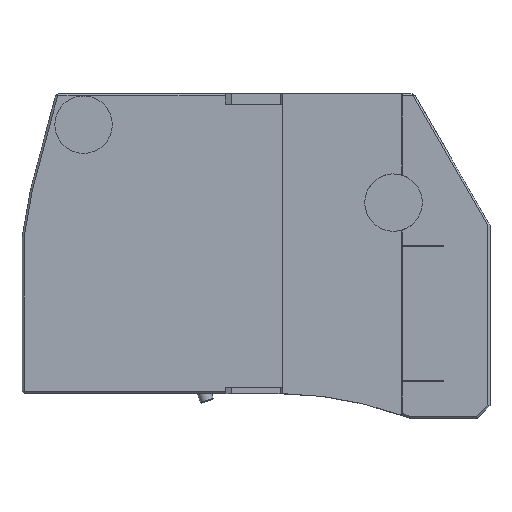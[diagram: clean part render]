
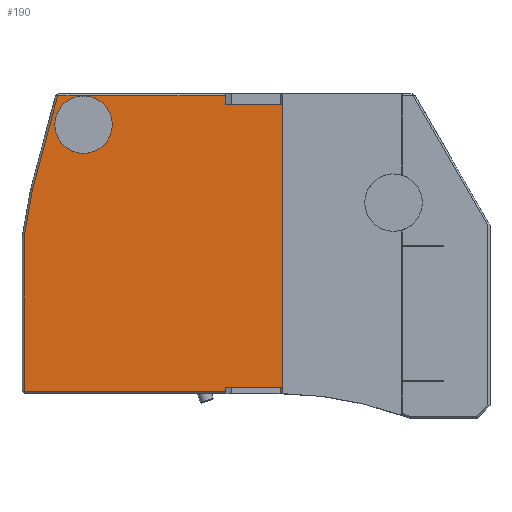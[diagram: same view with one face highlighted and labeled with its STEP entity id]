
A CAD part, left-side view. The second image highlights one B-rep face of the part: STEP entity #190.
In plain terms, the highlighted planar face has unit normal (-1, 0, 0).
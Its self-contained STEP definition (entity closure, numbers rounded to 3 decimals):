
#96=CIRCLE('',#1824,7.);
#190=ADVANCED_FACE('',(#363),#279,.T.);
#279=PLANE('',#1849);
#363=FACE_OUTER_BOUND('',#458,.T.);
#458=EDGE_LOOP('',(#850,#851,#852,#853,#854,#855,#856,#857,#858,#859,#860,
#861));
#850=ORIENTED_EDGE('',*,*,#1267,.T.);
#851=ORIENTED_EDGE('',*,*,#1277,.T.);
#852=ORIENTED_EDGE('',*,*,#1269,.T.);
#853=ORIENTED_EDGE('',*,*,#1300,.F.);
#854=ORIENTED_EDGE('',*,*,#1301,.T.);
#855=ORIENTED_EDGE('',*,*,#1302,.T.);
#856=ORIENTED_EDGE('',*,*,#1264,.T.);
#857=ORIENTED_EDGE('',*,*,#1258,.T.);
#858=ORIENTED_EDGE('',*,*,#1256,.T.);
#859=ORIENTED_EDGE('',*,*,#1257,.T.);
#860=ORIENTED_EDGE('',*,*,#1255,.T.);
#861=ORIENTED_EDGE('',*,*,#1254,.T.);
#1018=VERTEX_POINT('',#2559);
#1028=VERTEX_POINT('',#2585);
#1055=VERTEX_POINT('',#2674);
#1057=VERTEX_POINT('',#2678);
#1058=VERTEX_POINT('',#2684);
#1059=VERTEX_POINT('',#2688);
#1062=VERTEX_POINT('',#2695);
#1064=VERTEX_POINT('',#2707);
#1066=VERTEX_POINT('',#2710);
#1079=VERTEX_POINT('',#2766);
#1080=VERTEX_POINT('',#2768);
#1254=EDGE_CURVE('',#1055,#1057,#1462,.T.);
#1255=EDGE_CURVE('',#1018,#1055,#1463,.T.);
#1256=EDGE_CURVE('',#1058,#1058,#96,.T.);
#1257=EDGE_CURVE('',#1058,#1018,#1464,.T.);
#1258=EDGE_CURVE('',#1059,#1058,#1465,.T.);
#1264=EDGE_CURVE('',#1062,#1059,#1471,.T.);
#1267=EDGE_CURVE('',#1057,#1028,#1474,.T.);
#1269=EDGE_CURVE('',#1066,#1064,#1476,.T.);
#1277=EDGE_CURVE('',#1028,#1066,#1484,.T.);
#1300=EDGE_CURVE('',#1079,#1064,#1500,.T.);
#1301=EDGE_CURVE('',#1079,#1080,#1501,.T.);
#1302=EDGE_CURVE('',#1080,#1062,#1502,.T.);
#1462=LINE('',#2679,#1651);
#1463=LINE('',#2681,#1652);
#1464=LINE('',#2686,#1653);
#1465=LINE('',#2687,#1654);
#1471=LINE('',#2699,#1660);
#1474=LINE('',#2704,#1663);
#1476=LINE('',#2709,#1665);
#1484=LINE('',#2723,#1673);
#1500=LINE('',#2765,#1689);
#1501=LINE('',#2767,#1690);
#1502=LINE('',#2769,#1691);
#1651=VECTOR('',#2171,1.);
#1652=VECTOR('',#2174,1.);
#1653=VECTOR('',#2181,1.);
#1654=VECTOR('',#2182,1.);
#1660=VECTOR('',#2190,1.);
#1663=VECTOR('',#2197,1.);
#1665=VECTOR('',#2201,1.);
#1673=VECTOR('',#2215,1.);
#1689=VECTOR('',#2263,1.);
#1690=VECTOR('',#2264,1.);
#1691=VECTOR('',#2265,1.);
#1824=AXIS2_PLACEMENT_3D('',#2683,#2177,#2178);
#1849=AXIS2_PLACEMENT_3D('',#2770,#2266,#2267);
#2171=DIRECTION('',(0.,0.174,-0.985));
#2174=DIRECTION('',(0.,0.259,-0.966));
#2177=DIRECTION('',(1.,0.,0.));
#2178=DIRECTION('',(0.,1.,0.));
#2181=DIRECTION('',(0.,1.,0.));
#2182=DIRECTION('',(0.,1.,0.));
#2190=DIRECTION('',(0.,0.,1.));
#2197=DIRECTION('',(0.,0.,-1.));
#2201=DIRECTION('',(0.,0.,1.));
#2215=DIRECTION('',(0.,-1.,0.));
#2263=DIRECTION('',(0.,1.,0.));
#2264=DIRECTION('',(0.,0.,1.));
#2265=DIRECTION('',(0.,1.,0.));
#2266=DIRECTION('',(-1.,0.,0.));
#2267=DIRECTION('',(0.,-1.,0.));
#2559=CARTESIAN_POINT('',(-20.,41.316,-0.5));
#2585=CARTESIAN_POINT('',(-20.,49.5,-72.5));
#2674=CARTESIAN_POINT('',(-20.,47.436,-23.34));
#2678=CARTESIAN_POINT('',(-20.,49.5,-35.044));
#2679=CARTESIAN_POINT('',(-20.,49.508,-35.087));
#2681=CARTESIAN_POINT('',(-20.,47.442,-23.361));
#2683=CARTESIAN_POINT('',(-20.,35.,-7.5));
#2684=CARTESIAN_POINT('',(-20.,35.,-0.5));
#2686=CARTESIAN_POINT('',(-20.,50.,-0.5));
#2687=CARTESIAN_POINT('',(-20.,50.,-0.5));
#2688=CARTESIAN_POINT('',(-20.,0.5,-0.5));
#2695=CARTESIAN_POINT('',(-20.,0.5,-2.5));
#2699=CARTESIAN_POINT('',(-20.,0.5,-79.));
#2704=CARTESIAN_POINT('',(-20.,49.5,-79.));
#2707=CARTESIAN_POINT('',(-20.,0.5,-71.5));
#2709=CARTESIAN_POINT('',(-20.,0.5,-79.));
#2710=CARTESIAN_POINT('',(-20.,0.5,-72.5));
#2723=CARTESIAN_POINT('',(-20.,50.,-72.5));
#2765=CARTESIAN_POINT('',(-20.,-13.5,-71.5));
#2766=CARTESIAN_POINT('',(-20.,-13.5,-71.5));
#2767=CARTESIAN_POINT('',(-20.,-13.5,-71.5));
#2768=CARTESIAN_POINT('',(-20.,-13.5,-2.5));
#2769=CARTESIAN_POINT('',(-20.,-13.5,-2.5));
#2770=CARTESIAN_POINT('',(-20.,50.,-79.));
